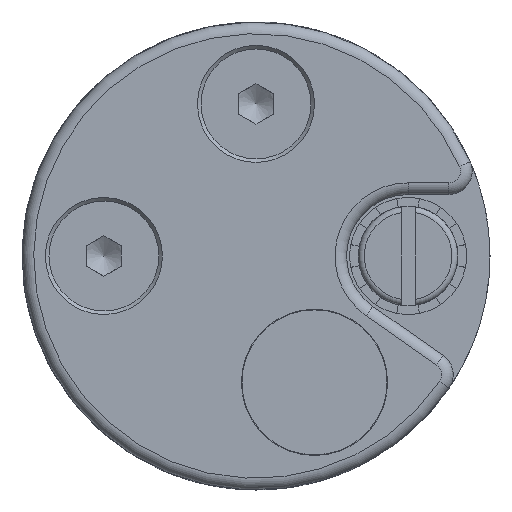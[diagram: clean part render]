
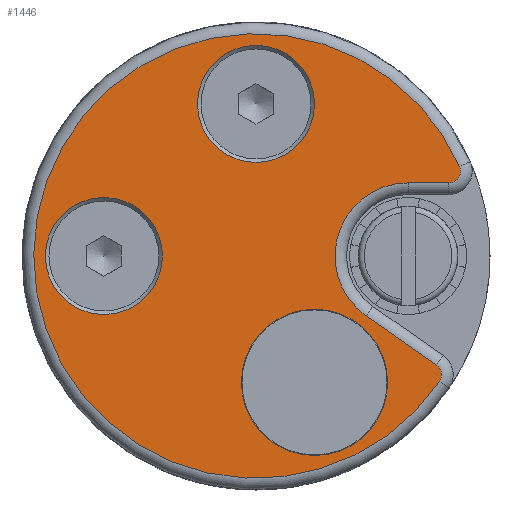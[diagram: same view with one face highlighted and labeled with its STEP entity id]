
A CAD part, left-side view. The second image highlights one B-rep face of the part: STEP entity #1446.
In plain terms, the highlighted planar face has unit normal (-1, 0, 0).
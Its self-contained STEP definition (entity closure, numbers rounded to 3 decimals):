
#9=DIRECTION('',(-1.,0.,0.));
#10=DIRECTION('',(0.,0.,1.));
#14=DIRECTION('',(1.,0.,0.));
#23=CARTESIAN_POINT('',(-30.075,-5.,-10.8));
#133=DIRECTION('',(0.,-1.,0.));
#188=DIRECTION('',(0.,1.,0.));
#189=DIRECTION('',(0.,0.,-1.));
#638=VECTOR('',#188,1.);
#1145=CARTESIAN_POINT('',(-30.075,-15.688,-10.719));
#1146=VERTEX_POINT('',#1145);
#1162=CARTESIAN_POINT('',(-30.075,-15.436,-9.335));
#1163=VERTEX_POINT('',#1162);
#1166=CARTESIAN_POINT('',(-30.075,-14.862,-10.155));
#1167=DIRECTION('',(0.,-0.984,0.179));
#1168=AXIS2_PLACEMENT_3D('',#1166,#14,#1167);
#1169=CIRCLE('',#1168,1.);
#1170=EDGE_CURVE('',#1163,#1146,#1169,.T.);
#1216=CARTESIAN_POINT('',(-30.075,-17.391,7.653));
#1217=VERTEX_POINT('',#1216);
#1220=CARTESIAN_POINT('',(-30.075,-16.475,7.25));
#1221=DIRECTION('',(0.,-0.837,-0.546));
#1222=AXIS2_PLACEMENT_3D('',#1220,#14,#1221);
#1223=CIRCLE('',#1222,1.);
#1224=CARTESIAN_POINT('',(-30.075,-16.475,6.25));
#1225=VERTEX_POINT('',#1224);
#1226=EDGE_CURVE('',#1217,#1225,#1223,.T.);
#1241=DIRECTION('',(0.,0.993,0.117));
#1248=CARTESIAN_POINT('',(-30.075,0.,0.));
#1249=AXIS2_PLACEMENT_3D('',#1248,#14,#1241);
#1250=CIRCLE('',#1249,19.);
#1251=VERTEX_POINT('',#1145);
#1252=EDGE_CURVE('',#1251,#1217,#1250,.T.);
#1263=DIRECTION('',(0.,-0.819,-0.574));
#1268=CARTESIAN_POINT('',(-30.075,-9.415,-5.12));
#1269=VERTEX_POINT('',#1268);
#1272=VECTOR('',#1263,1.);
#1273=LINE('',#1268,#1272);
#1274=EDGE_CURVE('',#1269,#1163,#1273,.T.);
#1294=CARTESIAN_POINT('',(-30.075,-13.,6.25));
#1295=VERTEX_POINT('',#1294);
#1298=CARTESIAN_POINT('',(-30.075,-13.,0.));
#1299=DIRECTION('',(0.,0.954,0.301));
#1300=AXIS2_PLACEMENT_3D('',#1298,#9,#1299);
#1301=CIRCLE('',#1300,6.25);
#1302=EDGE_CURVE('',#1295,#1269,#1301,.T.);
#1319=LINE('',#1224,#638);
#1320=VERTEX_POINT('',#1224);
#1321=EDGE_CURVE('',#1320,#1295,#1319,.T.);
#1409=CARTESIAN_POINT('',(-30.075,0.,-5.));
#1410=AXIS2_PLACEMENT_3D('',#1409,#14,#189);
#1411=PLANE('',#1410);
#1412=CARTESIAN_POINT('',(-30.075,0.,13.));
#1413=AXIS2_PLACEMENT_3D('',#1412,#14,#133);
#1414=CIRCLE('',#1413,5.);
#1415=CARTESIAN_POINT('',(-30.075,5.,13.));
#1416=VERTEX_POINT('',#1415);
#1417=EDGE_CURVE('',#1416,#1416,#1414,.T.);
#1418=ORIENTED_EDGE('',*,*,#1417,.T.);
#1419=EDGE_LOOP('',(#1418));
#1420=FACE_BOUND('',#1419,.T.);
#1421=CARTESIAN_POINT('',(-30.075,13.,0.));
#1422=AXIS2_PLACEMENT_3D('',#1421,#14,#10);
#1423=CIRCLE('',#1422,5.);
#1424=CARTESIAN_POINT('',(-30.075,13.,-5.));
#1425=VERTEX_POINT('',#1424);
#1426=EDGE_CURVE('',#1425,#1425,#1423,.T.);
#1427=ORIENTED_EDGE('',*,*,#1426,.T.);
#1428=EDGE_LOOP('',(#1427));
#1429=FACE_BOUND('',#1428,.T.);
#1430=AXIS2_PLACEMENT_3D('',#23,#14,#10);
#1431=CIRCLE('',#1430,6.25);
#1432=CARTESIAN_POINT('',(-30.075,-5.,-17.05));
#1433=VERTEX_POINT('',#1432);
#1434=EDGE_CURVE('',#1433,#1433,#1431,.T.);
#1435=ORIENTED_EDGE('',*,*,#1434,.T.);
#1436=EDGE_LOOP('',(#1435));
#1437=FACE_BOUND('',#1436,.T.);
#1438=ORIENTED_EDGE('',*,*,#1226,.F.);
#1439=ORIENTED_EDGE('',*,*,#1252,.F.);
#1440=ORIENTED_EDGE('',*,*,#1170,.F.);
#1441=ORIENTED_EDGE('',*,*,#1274,.F.);
#1442=ORIENTED_EDGE('',*,*,#1302,.F.);
#1443=ORIENTED_EDGE('',*,*,#1321,.F.);
#1444=EDGE_LOOP('',(#1438,#1439,#1440,#1441,#1442,#1443));
#1445=FACE_BOUND('',#1444,.T.);
#1446=ADVANCED_FACE('',(#1420,#1429,#1437,#1445),#1411,.F.);
